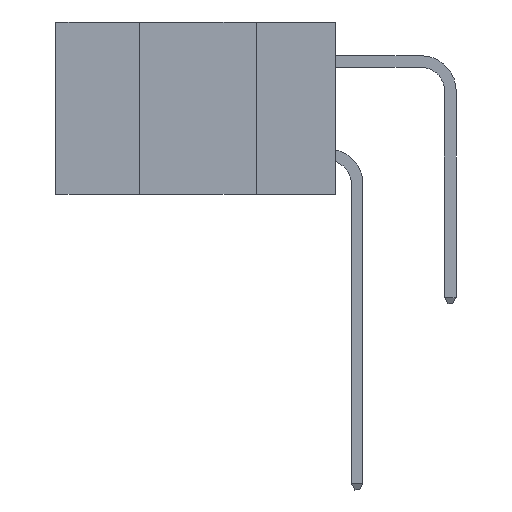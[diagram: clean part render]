
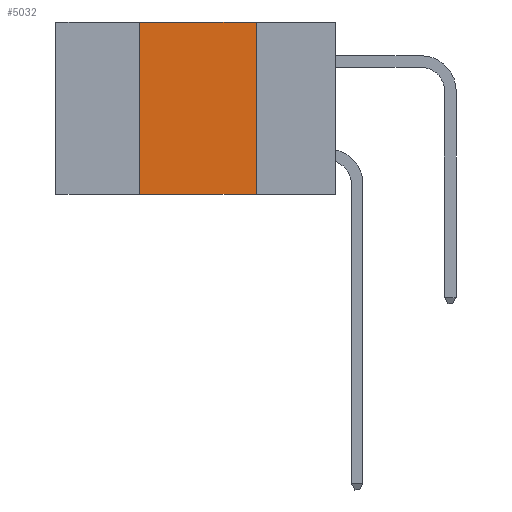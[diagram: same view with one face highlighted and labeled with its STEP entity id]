
A CAD part, left-side view. The second image highlights one B-rep face of the part: STEP entity #5032.
In plain terms, the highlighted planar face has unit normal (-1, 0, 0).
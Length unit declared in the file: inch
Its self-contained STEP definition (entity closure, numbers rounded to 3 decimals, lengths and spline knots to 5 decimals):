
#441 = VECTOR ( 'NONE', #1798, 39.37008 ) ;
#826 = EDGE_LOOP ( 'NONE', ( #4230, #10179, #6577, #8404 ) ) ;
#1059 = FACE_OUTER_BOUND ( 'NONE', #826, .T. ) ;
#1709 = EDGE_CURVE ( 'NONE', #5799, #8736, #6307, .T. ) ;
#1798 = DIRECTION ( 'NONE',  ( 0., -1., 0. ) ) ;
#1916 = CARTESIAN_POINT ( 'NONE',  ( 0., 0.17, 0. ) ) ;
#2264 = AXIS2_PLACEMENT_3D ( 'NONE', #9499, #11257, #12287 ) ;
#2325 = VECTOR ( 'NONE', #3648, 39.37008 ) ;
#2354 = EDGE_CURVE ( 'NONE', #4170, #5799, #5692, .T. ) ;
#2641 = CARTESIAN_POINT ( 'NONE',  ( 0., 0.17, -0.37 ) ) ;
#3577 = CARTESIAN_POINT ( 'NONE',  ( 0., 0.42, 0. ) ) ;
#3648 = DIRECTION ( 'NONE',  ( 0., -1., 0. ) ) ;
#3721 = VERTEX_POINT ( 'NONE', #3894 ) ;
#3866 = DIRECTION ( 'NONE',  ( 0., 0., -1. ) ) ;
#3894 = CARTESIAN_POINT ( 'NONE',  ( 0., 0.42, -0.37 ) ) ;
#4170 = VERTEX_POINT ( 'NONE', #10842 ) ;
#4230 = ORIENTED_EDGE ( 'NONE', *, *, #1709, .F. ) ;
#4518 = VECTOR ( 'NONE', #8510, 39.37008 ) ;
#5032 = ADVANCED_FACE ( 'NONE', ( #1059 ), #5447, .F. ) ;
#5060 = EDGE_CURVE ( 'NONE', #3721, #4170, #5739, .T. ) ;
#5447 = PLANE ( 'NONE',  #2264 ) ;
#5692 = LINE ( 'NONE', #7560, #441 ) ;
#5739 = LINE ( 'NONE', #3577, #4518 ) ;
#5799 = VERTEX_POINT ( 'NONE', #10209 ) ;
#6242 = LINE ( 'NONE', #10338, #2325 ) ;
#6307 = LINE ( 'NONE', #1916, #11786 ) ;
#6577 = ORIENTED_EDGE ( 'NONE', *, *, #5060, .F. ) ;
#7560 = CARTESIAN_POINT ( 'NONE',  ( 0., 0.6, 0. ) ) ;
#8404 = ORIENTED_EDGE ( 'NONE', *, *, #10727, .T. ) ;
#8510 = DIRECTION ( 'NONE',  ( 0., 0., 1. ) ) ;
#8736 = VERTEX_POINT ( 'NONE', #2641 ) ;
#9499 = CARTESIAN_POINT ( 'NONE',  ( 0., 0.6, 0. ) ) ;
#10179 = ORIENTED_EDGE ( 'NONE', *, *, #2354, .F. ) ;
#10209 = CARTESIAN_POINT ( 'NONE',  ( 0., 0.17, 0. ) ) ;
#10338 = CARTESIAN_POINT ( 'NONE',  ( 0., 0.6, -0.37 ) ) ;
#10727 = EDGE_CURVE ( 'NONE', #3721, #8736, #6242, .T. ) ;
#10842 = CARTESIAN_POINT ( 'NONE',  ( 0., 0.42, 0. ) ) ;
#11257 = DIRECTION ( 'NONE',  ( 1., 0., 0. ) ) ;
#11786 = VECTOR ( 'NONE', #3866, 39.37008 ) ;
#12287 = DIRECTION ( 'NONE',  ( 0., 0., -1. ) ) ;
